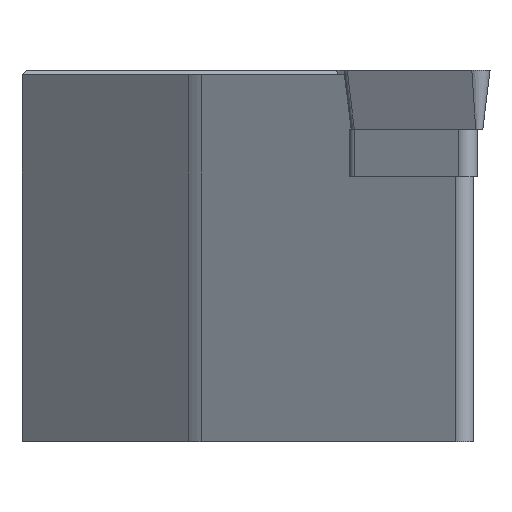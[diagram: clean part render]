
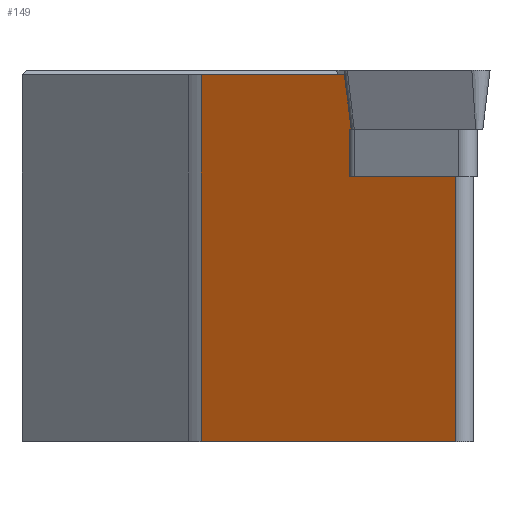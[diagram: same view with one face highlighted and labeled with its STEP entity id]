
A CAD part, left-side view. The second image highlights one B-rep face of the part: STEP entity #149.
In plain terms, the highlighted planar face has unit normal (-0.848, 0.53, 0).
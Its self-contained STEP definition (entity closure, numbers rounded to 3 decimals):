
#149=ADVANCED_FACE('',(#228),#193,.F.);
#193=PLANE('',#892);
#228=FACE_OUTER_BOUND('',#273,.T.);
#273=EDGE_LOOP('',(#329,#330,#331,#332,#333,#334,#335,#336));
#329=ORIENTED_EDGE('',*,*,#614,.F.);
#330=ORIENTED_EDGE('',*,*,#615,.T.);
#331=ORIENTED_EDGE('',*,*,#616,.F.);
#332=ORIENTED_EDGE('',*,*,#617,.F.);
#333=ORIENTED_EDGE('',*,*,#618,.F.);
#334=ORIENTED_EDGE('',*,*,#619,.T.);
#335=ORIENTED_EDGE('',*,*,#620,.F.);
#336=ORIENTED_EDGE('',*,*,#612,.F.);
#543=VERTEX_POINT('',#1197);
#544=VERTEX_POINT('',#1199);
#545=VERTEX_POINT('',#1203);
#546=VERTEX_POINT('',#1205);
#547=VERTEX_POINT('',#1207);
#548=VERTEX_POINT('',#1209);
#549=VERTEX_POINT('',#1211);
#550=VERTEX_POINT('',#1213);
#612=EDGE_CURVE('',#543,#544,#720,.T.);
#614=EDGE_CURVE('',#545,#543,#721,.T.);
#615=EDGE_CURVE('',#545,#546,#722,.T.);
#616=EDGE_CURVE('',#547,#546,#723,.T.);
#617=EDGE_CURVE('',#548,#547,#724,.T.);
#618=EDGE_CURVE('',#549,#548,#725,.T.);
#619=EDGE_CURVE('',#549,#550,#726,.T.);
#620=EDGE_CURVE('',#544,#550,#727,.T.);
#720=LINE('',#1198,#808);
#721=LINE('',#1202,#809);
#722=LINE('',#1204,#810);
#723=LINE('',#1206,#811);
#724=LINE('',#1208,#812);
#725=LINE('',#1210,#813);
#726=LINE('',#1212,#814);
#727=LINE('',#1214,#815);
#808=VECTOR('',#969,1.);
#809=VECTOR('',#974,1.);
#810=VECTOR('',#975,1.);
#811=VECTOR('',#976,1.);
#812=VECTOR('',#977,1.);
#813=VECTOR('',#978,1.);
#814=VECTOR('',#979,1.);
#815=VECTOR('',#980,1.);
#892=AXIS2_PLACEMENT_3D('',#1215,#981,#982);
#969=DIRECTION('',(0.,0.,-1.));
#974=DIRECTION('',(-0.53,-0.848,0.));
#975=DIRECTION('',(0.,0.,1.));
#976=DIRECTION('',(0.53,0.848,0.));
#977=DIRECTION('',(-0.079,-0.126,-0.989));
#978=DIRECTION('',(-0.53,-0.848,0.));
#979=DIRECTION('',(0.,0.,-1.));
#980=DIRECTION('',(0.53,0.848,0.));
#981=DIRECTION('',(0.848,-0.53,0.));
#982=DIRECTION('',(0.53,0.848,0.));
#1197=CARTESIAN_POINT('',(1.975,-29.185,-7.15));
#1198=CARTESIAN_POINT('',(1.975,-29.185,-30.));
#1199=CARTESIAN_POINT('',(1.975,-29.185,-25.));
#1202=CARTESIAN_POINT('',(1.975,-29.185,-7.15));
#1203=CARTESIAN_POINT('',(6.451,-22.022,-7.15));
#1204=CARTESIAN_POINT('',(6.451,-22.022,-3.97));
#1205=CARTESIAN_POINT('',(6.451,-22.022,-3.97));
#1206=CARTESIAN_POINT('',(1.975,-29.185,-3.97));
#1207=CARTESIAN_POINT('',(6.365,-22.16,-3.97));
#1208=CARTESIAN_POINT('',(4.246,-25.551,-30.642));
#1209=CARTESIAN_POINT('',(6.656,-21.694,-0.3));
#1210=CARTESIAN_POINT('',(1.975,-29.185,-0.3));
#1211=CARTESIAN_POINT('',(12.674,-12.063,-0.3));
#1212=CARTESIAN_POINT('',(12.674,-12.063,-30.));
#1213=CARTESIAN_POINT('',(12.674,-12.063,-25.));
#1214=CARTESIAN_POINT('',(1.975,-29.185,-25.));
#1215=CARTESIAN_POINT('',(1.975,-29.185,-30.));
